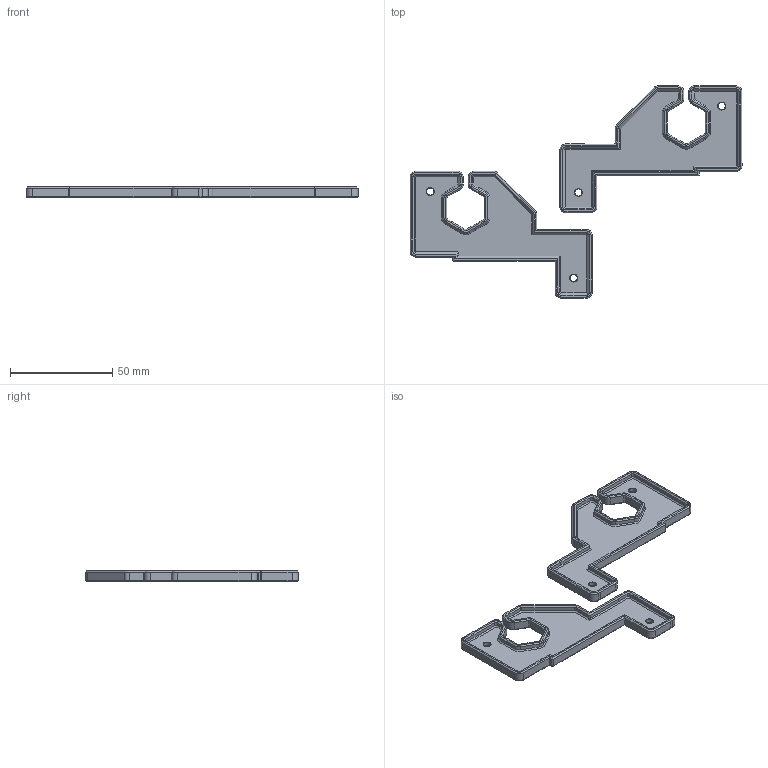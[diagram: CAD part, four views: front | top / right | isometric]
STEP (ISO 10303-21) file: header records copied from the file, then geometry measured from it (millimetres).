
FILE_DESCRIPTION(/* description */ (''),/* implementation_level */ '2;1');
FILE_NAME(/* name */ 'Belt covers for brackets.step',/* time_stamp */ '2024-06-24T19:41:46+02:00',/* author */ (''),/* organization */ (''),/* preprocessor_version */ 'ST-DEVELOPER v20',/* originating_system */ 'Autodesk Translation Framework v13.14.0.145',/* authorisation */ '');
FILE_SCHEMA (('AUTOMOTIVE_DESIGN { 1 0 10303 214 3 1 1 }'));
Length unit declared in the file: millimetre
Products named in the file (2): Belt covers for brackets; Belt covers for brackets_1
Assembly tree (1 placements, depth 2):
  Belt covers for brackets
    Belt covers for brackets_1
Bounding box: 162.13 x 103.78 x 5 mm (x, y, z)
Volume: 15582.5 mm3; surface area: 16371.9 mm2
Topology: 2 solids, 2 shells, 518 faces, 1240 edges, 724 vertices
Faces by surface type: plane 238, cylinder 138, cone 100, torus 36, bspline 4, sphere 2
Full cylindrical faces by diameter (mm): 3.5 x4
Entity records: 14933 total; most frequent: DIRECTION 2686, CARTESIAN_POINT 2683, ORIENTED_EDGE 2472, EDGE_CURVE 1236, AXIS2_PLACEMENT_3D 941, LINE 804, VECTOR 804, VERTEX_POINT 724
